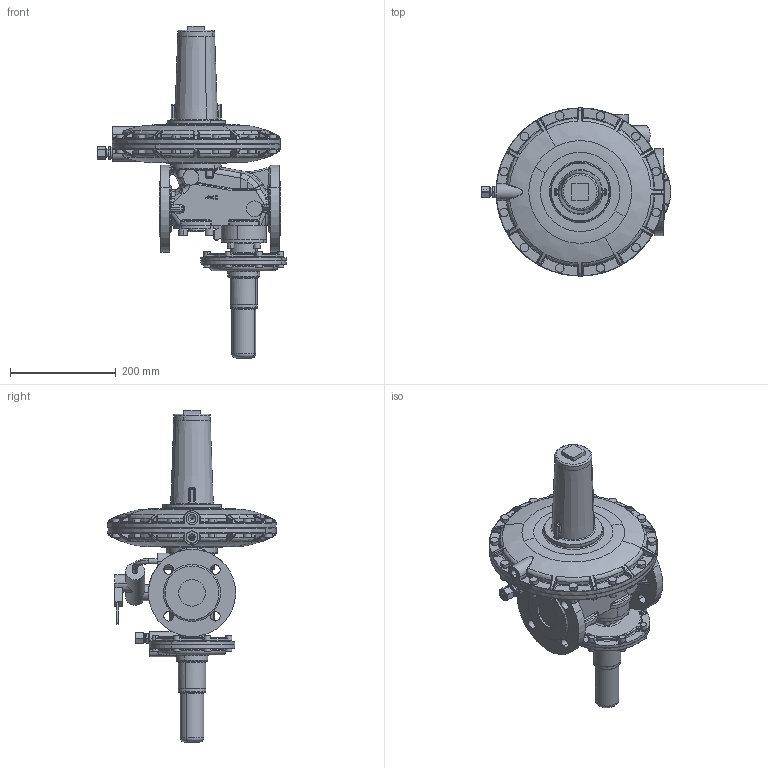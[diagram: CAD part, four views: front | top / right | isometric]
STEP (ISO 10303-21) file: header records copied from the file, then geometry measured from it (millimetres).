
FILE_DESCRIPTION(('CATIA V5 STEP'),'2;1');
FILE_NAME('RS 250 DN 050-318.stp','2011-01-18T07:52:19+00:00',('none'),('none'),'CATIA Version 5 Release 19 SP 8 (IN-10)','CATIA V5 STEP AP214','none');
FILE_SCHEMA(('AUTOMOTIVE_DESIGN { 1 0 10303 214 1 1 1 1 }'));
Products named in the file (1): Product1_AllCATPart
Bounding box: 357.8 x 318 x 628.06 mm (x, y, z)
Volume: 8843115.4 mm3; surface area: 569338.8 mm2
Topology: 1 solids, 23 shells, 2385 faces, 5904 edges, 3285 vertices
Faces by surface type: cylinder 750, bspline 553, torus 401, plane 379, sphere 193, cone 95, revolution 8, extrusion 6
Entity records: 106984 total; most frequent: CARTESIAN_POINT 60626, ORIENTED_EDGE 11170, DIRECTION 6393, EDGE_CURVE 5585, AXIS2_PLACEMENT_3D 3709, VERTEX_POINT 3285, EDGE_LOOP 2454, ADVANCED_FACE 2385
